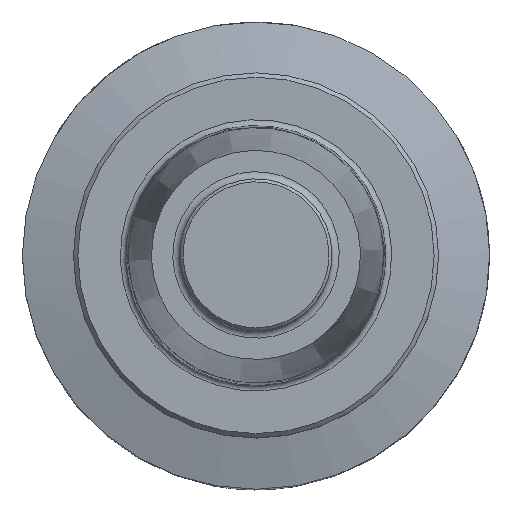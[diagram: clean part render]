
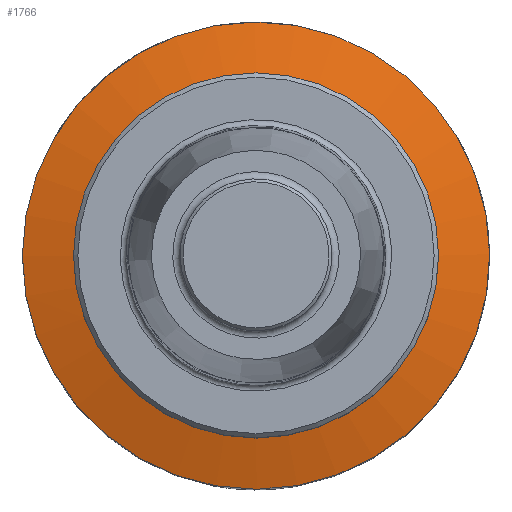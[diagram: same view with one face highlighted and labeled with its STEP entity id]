
A CAD part, top view. The second image highlights one B-rep face of the part: STEP entity #1766.
In plain terms, the highlighted conical face has half-angle 75 degrees and reference radius 16.1 mm.
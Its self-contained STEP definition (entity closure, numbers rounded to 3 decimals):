
#1766=ADVANCED_FACE('',(#2150,#2151),#2072,.T.);
#2072=CONICAL_SURFACE('',#5911,16.1,75.);
#2150=FACE_BOUND('',#2214,.T.);
#2151=FACE_BOUND('',#2215,.T.);
#2214=EDGE_LOOP('',(#2564));
#2215=EDGE_LOOP('',(#2565));
#2564=ORIENTED_EDGE('',*,*,#4858,.T.);
#2565=ORIENTED_EDGE('',*,*,#4867,.T.);
#4273=VERTEX_POINT('',#7765);
#4282=VERTEX_POINT('',#7915);
#4858=EDGE_CURVE('',#4273,#4273,#5721,.T.);
#4867=EDGE_CURVE('',#4282,#4282,#5723,.T.);
#5721=CIRCLE('',#5905,16.);
#5723=CIRCLE('',#5910,12.5);
#5905=AXIS2_PLACEMENT_3D('',#7764,#6388,#6389);
#5910=AXIS2_PLACEMENT_3D('',#7914,#6400,#6401);
#5911=AXIS2_PLACEMENT_3D('',#7916,#6402,#6403);
#6388=DIRECTION('',(0.,0.,1.));
#6389=DIRECTION('',(-1.,0.,0.));
#6400=DIRECTION('',(0.,0.,-1.));
#6401=DIRECTION('',(1.,0.,0.));
#6402=DIRECTION('',(0.,0.,-1.));
#6403=DIRECTION('',(-1.,0.,0.));
#7764=CARTESIAN_POINT('',(0.,0.,-8.938));
#7765=CARTESIAN_POINT('',(-16.,0.,-8.938));
#7914=CARTESIAN_POINT('',(0.,0.,-8.));
#7915=CARTESIAN_POINT('',(12.5,0.,-8.));
#7916=CARTESIAN_POINT('',(0.,0.,-8.965));
